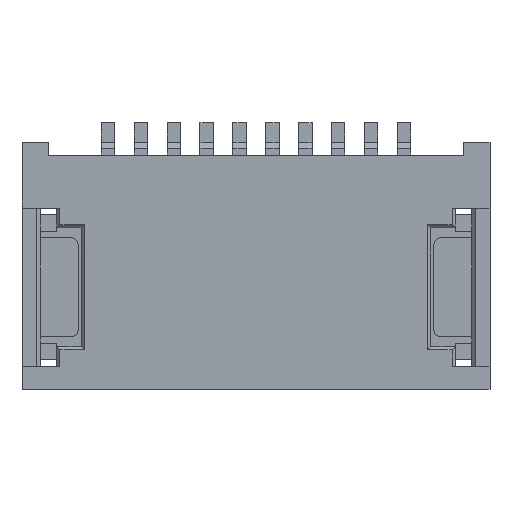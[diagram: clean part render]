
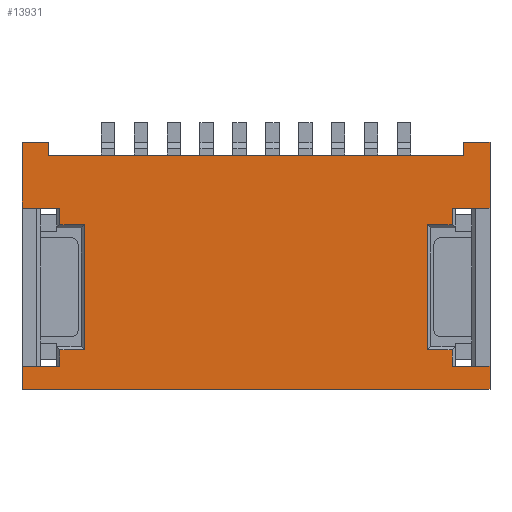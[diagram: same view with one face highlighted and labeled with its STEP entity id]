
A CAD part, top view. The second image highlights one B-rep face of the part: STEP entity #13931.
In plain terms, the highlighted planar face has unit normal (0, 0, 1).
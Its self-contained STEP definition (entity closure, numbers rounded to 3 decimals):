
#35 = VERTEX_POINT('',#36);
#36 = CARTESIAN_POINT('',(-3.15,2.205,1.225));
#42 = EDGE_CURVE('',#35,#43,#45,.T.);
#43 = VERTEX_POINT('',#44);
#44 = CARTESIAN_POINT('',(-3.55,2.205,1.225));
#45 = LINE('',#46,#47);
#46 = CARTESIAN_POINT('',(-3.15,2.205,1.225));
#47 = VECTOR('',#48,1.);
#48 = DIRECTION('',(-1.,0.,0.));
#75 = VERTEX_POINT('',#76);
#76 = CARTESIAN_POINT('',(3.15,2.205,1.225));
#91 = VERTEX_POINT('',#92);
#92 = CARTESIAN_POINT('',(3.55,2.205,1.225));
#98 = EDGE_CURVE('',#91,#75,#99,.T.);
#99 = LINE('',#100,#101);
#100 = CARTESIAN_POINT('',(3.55,2.205,1.225));
#101 = VECTOR('',#102,1.);
#102 = DIRECTION('',(-1.,0.,0.));
#122 = VERTEX_POINT('',#123);
#123 = CARTESIAN_POINT('',(-3.15,2.005,1.225));
#129 = EDGE_CURVE('',#35,#122,#130,.T.);
#130 = LINE('',#131,#132);
#131 = CARTESIAN_POINT('',(-3.15,2.205,1.225));
#132 = VECTOR('',#133,1.);
#133 = DIRECTION('',(0.,-1.,0.));
#3339 = VERTEX_POINT('',#3340);
#3340 = CARTESIAN_POINT('',(3.15,2.005,1.225));
#3346 = EDGE_CURVE('',#122,#3339,#3347,.T.);
#3347 = LINE('',#3348,#3349);
#3348 = CARTESIAN_POINT('',(-3.15,2.005,1.225));
#3349 = VECTOR('',#3350,1.);
#3350 = DIRECTION('',(1.,0.,0.));
#12885 = VERTEX_POINT('',#12886);
#12886 = CARTESIAN_POINT('',(-3.55,-1.545,1.225));
#12892 = EDGE_CURVE('',#12893,#12885,#12895,.T.);
#12893 = VERTEX_POINT('',#12894);
#12894 = CARTESIAN_POINT('',(3.55,-1.545,1.225));
#12895 = LINE('',#12896,#12897);
#12896 = CARTESIAN_POINT('',(3.55,-1.545,1.225));
#12897 = VECTOR('',#12898,1.);
#12898 = DIRECTION('',(-1.,0.,0.));
#13081 = VERTEX_POINT('',#13082);
#13082 = CARTESIAN_POINT('',(-3.55,-1.195,1.225));
#13088 = EDGE_CURVE('',#13081,#12885,#13089,.T.);
#13089 = LINE('',#13090,#13091);
#13090 = CARTESIAN_POINT('',(-3.55,-1.195,1.225));
#13091 = VECTOR('',#13092,1.);
#13092 = DIRECTION('',(0.,-1.,0.));
#13099 = EDGE_CURVE('',#43,#13100,#13102,.T.);
#13100 = VERTEX_POINT('',#13101);
#13101 = CARTESIAN_POINT('',(-3.55,1.205,1.225));
#13102 = LINE('',#13103,#13104);
#13103 = CARTESIAN_POINT('',(-3.55,2.205,1.225));
#13104 = VECTOR('',#13105,1.);
#13105 = DIRECTION('',(0.,-1.,0.));
#13693 = VERTEX_POINT('',#13694);
#13694 = CARTESIAN_POINT('',(3.55,1.205,1.225));
#13700 = EDGE_CURVE('',#91,#13693,#13701,.T.);
#13701 = LINE('',#13702,#13703);
#13702 = CARTESIAN_POINT('',(3.55,2.205,1.225));
#13703 = VECTOR('',#13704,1.);
#13704 = DIRECTION('',(0.,-1.,0.));
#13711 = EDGE_CURVE('',#13712,#12893,#13714,.T.);
#13712 = VERTEX_POINT('',#13713);
#13713 = CARTESIAN_POINT('',(3.55,-1.195,1.225));
#13714 = LINE('',#13715,#13716);
#13715 = CARTESIAN_POINT('',(3.55,-1.195,1.225));
#13716 = VECTOR('',#13717,1.);
#13717 = DIRECTION('',(0.,-1.,0.));
#13751 = VERTEX_POINT('',#13752);
#13752 = CARTESIAN_POINT('',(2.975,1.205,1.225));
#13758 = EDGE_CURVE('',#13693,#13751,#13759,.T.);
#13759 = LINE('',#13760,#13761);
#13760 = CARTESIAN_POINT('',(3.55,1.205,1.225));
#13761 = VECTOR('',#13762,1.);
#13762 = DIRECTION('',(-1.,0.,0.));
#13913 = EDGE_CURVE('',#13712,#13914,#13916,.T.);
#13914 = VERTEX_POINT('',#13915);
#13915 = CARTESIAN_POINT('',(2.975,-1.195,1.225));
#13916 = LINE('',#13917,#13918);
#13917 = CARTESIAN_POINT('',(3.55,-1.195,1.225));
#13918 = VECTOR('',#13919,1.);
#13919 = DIRECTION('',(-1.,0.,0.));
#13931 = ADVANCED_FACE('',(#13932),#14043,.T.);
#13932 = FACE_BOUND('',#13933,.F.);
#13933 = EDGE_LOOP('',(#13934,#13935,#13943,#13951,#13959,#13967,#13973,
    #13974,#13975,#13976,#13977,#13985,#13993,#14001,#14009,#14017,
    #14025,#14031,#14032,#14033,#14034,#14035,#14041,#14042));
#13934 = ORIENTED_EDGE('',*,*,#13758,.T.);
#13935 = ORIENTED_EDGE('',*,*,#13936,.T.);
#13936 = EDGE_CURVE('',#13751,#13937,#13939,.T.);
#13937 = VERTEX_POINT('',#13938);
#13938 = CARTESIAN_POINT('',(2.975,0.955,1.225));
#13939 = LINE('',#13940,#13941);
#13940 = CARTESIAN_POINT('',(2.975,1.205,1.225));
#13941 = VECTOR('',#13942,1.);
#13942 = DIRECTION('',(0.,-1.,0.));
#13943 = ORIENTED_EDGE('',*,*,#13944,.T.);
#13944 = EDGE_CURVE('',#13937,#13945,#13947,.T.);
#13945 = VERTEX_POINT('',#13946);
#13946 = CARTESIAN_POINT('',(2.6,0.955,1.225));
#13947 = LINE('',#13948,#13949);
#13948 = CARTESIAN_POINT('',(2.975,0.955,1.225));
#13949 = VECTOR('',#13950,1.);
#13950 = DIRECTION('',(-1.,0.,0.));
#13951 = ORIENTED_EDGE('',*,*,#13952,.T.);
#13952 = EDGE_CURVE('',#13945,#13953,#13955,.T.);
#13953 = VERTEX_POINT('',#13954);
#13954 = CARTESIAN_POINT('',(2.6,-0.945,1.225));
#13955 = LINE('',#13956,#13957);
#13956 = CARTESIAN_POINT('',(2.6,0.955,1.225));
#13957 = VECTOR('',#13958,1.);
#13958 = DIRECTION('',(0.,-1.,0.));
#13959 = ORIENTED_EDGE('',*,*,#13960,.T.);
#13960 = EDGE_CURVE('',#13953,#13961,#13963,.T.);
#13961 = VERTEX_POINT('',#13962);
#13962 = CARTESIAN_POINT('',(2.975,-0.945,1.225));
#13963 = LINE('',#13964,#13965);
#13964 = CARTESIAN_POINT('',(2.6,-0.945,1.225));
#13965 = VECTOR('',#13966,1.);
#13966 = DIRECTION('',(1.,0.,0.));
#13967 = ORIENTED_EDGE('',*,*,#13968,.T.);
#13968 = EDGE_CURVE('',#13961,#13914,#13969,.T.);
#13969 = LINE('',#13970,#13971);
#13970 = CARTESIAN_POINT('',(2.975,-0.945,1.225));
#13971 = VECTOR('',#13972,1.);
#13972 = DIRECTION('',(0.,-1.,0.));
#13973 = ORIENTED_EDGE('',*,*,#13913,.F.);
#13974 = ORIENTED_EDGE('',*,*,#13711,.T.);
#13975 = ORIENTED_EDGE('',*,*,#12892,.T.);
#13976 = ORIENTED_EDGE('',*,*,#13088,.F.);
#13977 = ORIENTED_EDGE('',*,*,#13978,.T.);
#13978 = EDGE_CURVE('',#13081,#13979,#13981,.T.);
#13979 = VERTEX_POINT('',#13980);
#13980 = CARTESIAN_POINT('',(-2.975,-1.195,1.225));
#13981 = LINE('',#13982,#13983);
#13982 = CARTESIAN_POINT('',(-3.55,-1.195,1.225));
#13983 = VECTOR('',#13984,1.);
#13984 = DIRECTION('',(1.,0.,0.));
#13985 = ORIENTED_EDGE('',*,*,#13986,.T.);
#13986 = EDGE_CURVE('',#13979,#13987,#13989,.T.);
#13987 = VERTEX_POINT('',#13988);
#13988 = CARTESIAN_POINT('',(-2.975,-0.945,1.225));
#13989 = LINE('',#13990,#13991);
#13990 = CARTESIAN_POINT('',(-2.975,-1.195,1.225));
#13991 = VECTOR('',#13992,1.);
#13992 = DIRECTION('',(0.,1.,0.));
#13993 = ORIENTED_EDGE('',*,*,#13994,.T.);
#13994 = EDGE_CURVE('',#13987,#13995,#13997,.T.);
#13995 = VERTEX_POINT('',#13996);
#13996 = CARTESIAN_POINT('',(-2.6,-0.945,1.225));
#13997 = LINE('',#13998,#13999);
#13998 = CARTESIAN_POINT('',(-2.975,-0.945,1.225));
#13999 = VECTOR('',#14000,1.);
#14000 = DIRECTION('',(1.,0.,0.));
#14001 = ORIENTED_EDGE('',*,*,#14002,.T.);
#14002 = EDGE_CURVE('',#13995,#14003,#14005,.T.);
#14003 = VERTEX_POINT('',#14004);
#14004 = CARTESIAN_POINT('',(-2.6,0.955,1.225));
#14005 = LINE('',#14006,#14007);
#14006 = CARTESIAN_POINT('',(-2.6,-0.945,1.225));
#14007 = VECTOR('',#14008,1.);
#14008 = DIRECTION('',(0.,1.,0.));
#14009 = ORIENTED_EDGE('',*,*,#14010,.T.);
#14010 = EDGE_CURVE('',#14003,#14011,#14013,.T.);
#14011 = VERTEX_POINT('',#14012);
#14012 = CARTESIAN_POINT('',(-2.975,0.955,1.225));
#14013 = LINE('',#14014,#14015);
#14014 = CARTESIAN_POINT('',(-2.6,0.955,1.225));
#14015 = VECTOR('',#14016,1.);
#14016 = DIRECTION('',(-1.,0.,0.));
#14017 = ORIENTED_EDGE('',*,*,#14018,.T.);
#14018 = EDGE_CURVE('',#14011,#14019,#14021,.T.);
#14019 = VERTEX_POINT('',#14020);
#14020 = CARTESIAN_POINT('',(-2.975,1.205,1.225));
#14021 = LINE('',#14022,#14023);
#14022 = CARTESIAN_POINT('',(-2.975,0.955,1.225));
#14023 = VECTOR('',#14024,1.);
#14024 = DIRECTION('',(0.,1.,0.));
#14025 = ORIENTED_EDGE('',*,*,#14026,.F.);
#14026 = EDGE_CURVE('',#13100,#14019,#14027,.T.);
#14027 = LINE('',#14028,#14029);
#14028 = CARTESIAN_POINT('',(-3.55,1.205,1.225));
#14029 = VECTOR('',#14030,1.);
#14030 = DIRECTION('',(1.,0.,0.));
#14031 = ORIENTED_EDGE('',*,*,#13099,.F.);
#14032 = ORIENTED_EDGE('',*,*,#42,.F.);
#14033 = ORIENTED_EDGE('',*,*,#129,.T.);
#14034 = ORIENTED_EDGE('',*,*,#3346,.T.);
#14035 = ORIENTED_EDGE('',*,*,#14036,.F.);
#14036 = EDGE_CURVE('',#75,#3339,#14037,.T.);
#14037 = LINE('',#14038,#14039);
#14038 = CARTESIAN_POINT('',(3.15,2.205,1.225));
#14039 = VECTOR('',#14040,1.);
#14040 = DIRECTION('',(0.,-1.,0.));
#14041 = ORIENTED_EDGE('',*,*,#98,.F.);
#14042 = ORIENTED_EDGE('',*,*,#13700,.T.);
#14043 = PLANE('',#14044);
#14044 = AXIS2_PLACEMENT_3D('',#14045,#14046,#14047);
#14045 = CARTESIAN_POINT('',(3.55,2.205,1.225));
#14046 = DIRECTION('',(0.,0.,1.));
#14047 = DIRECTION('',(-1.,0.,0.));
